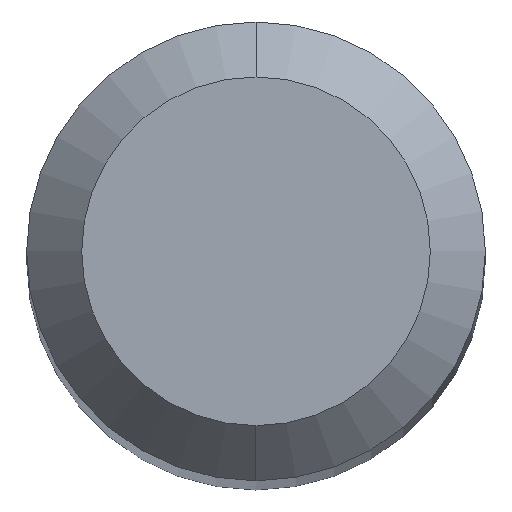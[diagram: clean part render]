
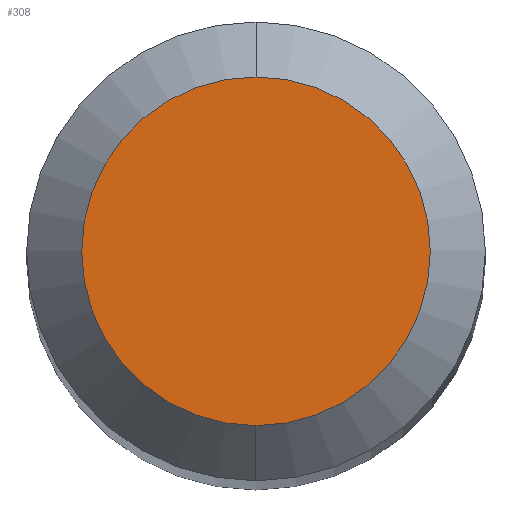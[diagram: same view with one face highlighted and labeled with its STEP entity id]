
A CAD part, top view. The second image highlights one B-rep face of the part: STEP entity #308.
In plain terms, the highlighted planar face has unit normal (0, 0, 1).
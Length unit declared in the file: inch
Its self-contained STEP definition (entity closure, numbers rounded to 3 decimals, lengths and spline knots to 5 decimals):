
#42 = CIRCLE ( 'NONE', #295, 0.0475 ) ;
#76 = CARTESIAN_POINT ( 'NONE',  ( 0., 0., 0. ) ) ;
#98 = CARTESIAN_POINT ( 'NONE',  ( 0., -0.0475, 0. ) ) ;
#123 = DIRECTION ( 'NONE',  ( 0., 0., 1. ) ) ;
#132 = VERTEX_POINT ( 'NONE', #198 ) ;
#137 = DIRECTION ( 'NONE',  ( 0., -1., 0. ) ) ;
#142 = ORIENTED_EDGE ( 'NONE', *, *, #316, .T. ) ;
#144 = ORIENTED_EDGE ( 'NONE', *, *, #245, .T. ) ;
#154 = AXIS2_PLACEMENT_3D ( 'NONE', #185, #348, #533 ) ;
#172 = DIRECTION ( 'NONE',  ( 0., 0., 1. ) ) ;
#181 = FACE_OUTER_BOUND ( 'NONE', #561, .T. ) ;
#185 = CARTESIAN_POINT ( 'NONE',  ( 0., 0.0475, 0. ) ) ;
#198 = CARTESIAN_POINT ( 'NONE',  ( 0., 0.0475, 0. ) ) ;
#245 = EDGE_CURVE ( 'NONE', #132, #478, #42, .T. ) ;
#266 = DIRECTION ( 'NONE',  ( 0., -1., 0. ) ) ;
#295 = AXIS2_PLACEMENT_3D ( 'NONE', #76, #172, #137 ) ;
#308 = ADVANCED_FACE ( 'NONE', ( #181 ), #520, .F. ) ;
#316 = EDGE_CURVE ( 'NONE', #478, #132, #462, .T. ) ;
#348 = DIRECTION ( 'NONE',  ( 0., 0., -1. ) ) ;
#462 = CIRCLE ( 'NONE', #524, 0.0475 ) ;
#478 = VERTEX_POINT ( 'NONE', #98 ) ;
#515 = CARTESIAN_POINT ( 'NONE',  ( 0., 0., 0. ) ) ;
#520 = PLANE ( 'NONE',  #154 ) ;
#524 = AXIS2_PLACEMENT_3D ( 'NONE', #515, #123, #266 ) ;
#533 = DIRECTION ( 'NONE',  ( 0., 1., 0. ) ) ;
#561 = EDGE_LOOP ( 'NONE', ( #144, #142 ) ) ;
